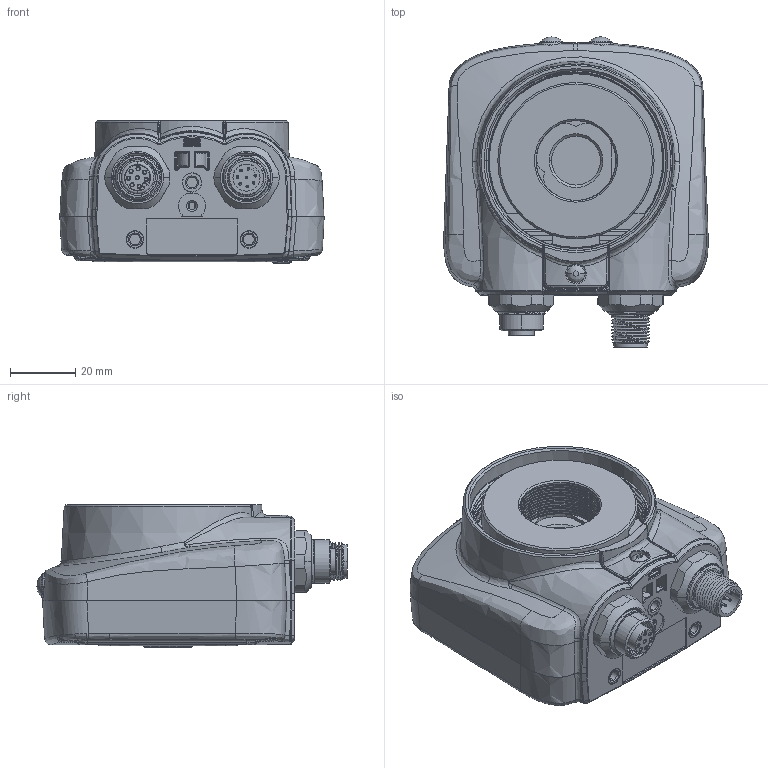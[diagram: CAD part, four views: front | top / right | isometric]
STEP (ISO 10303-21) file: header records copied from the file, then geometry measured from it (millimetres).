
FILE_DESCRIPTION((''),'2;1');
FILE_NAME('159081_SW','2012-04-16T',('banengservice'),('BANNER ENGINEERING'),'PRO/ENGINEER BY PARAMETRIC TECHNOLOGY CORPORATION, 2009141','PRO/ENGINEER BY PARAMETRIC TECHNOLOGY CORPORATION, 2009141','');
FILE_SCHEMA(('CONFIG_CONTROL_DESIGN'));
Products named in the file (1): 159081_SW
Bounding box: 81.19 x 95.25 x 43.85 mm (x, y, z)
Volume: 79341 mm3; surface area: 62295 mm2
Topology: 2 solids, 2 shells, 3030 faces, 7435 edges, 4456 vertices
Faces by surface type: bspline 931, cylinder 832, plane 578, cone 283, torus 241, sphere 140, extrusion 23, revolution 2
Entity records: 192394 total; most frequent: CARTESIAN_POINT 128488, ORIENTED_EDGE 14816, DIRECTION 11366, EDGE_CURVE 7408, AXIS2_PLACEMENT_3D 4658, VERTEX_POINT 4456, EDGE_LOOP 3208, FACE_OUTER_BOUND 3030
